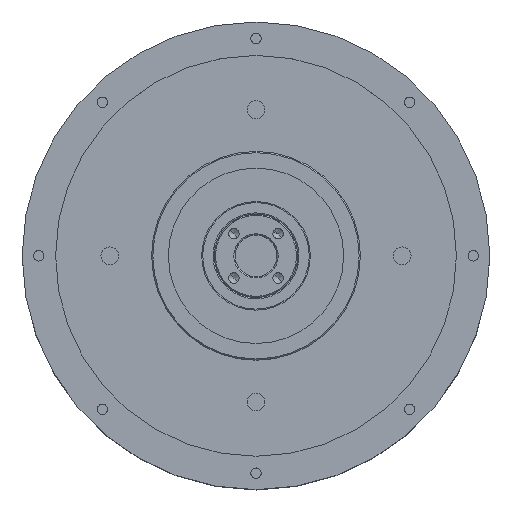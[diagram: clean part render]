
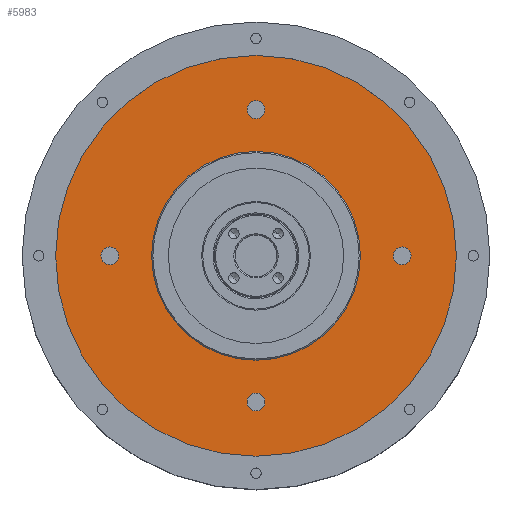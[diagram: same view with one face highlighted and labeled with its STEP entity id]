
A CAD part, top view. The second image highlights one B-rep face of the part: STEP entity #5983.
In plain terms, the highlighted planar face has unit normal (0, 0, 1).
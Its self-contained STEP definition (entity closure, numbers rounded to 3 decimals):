
#125 = EDGE_CURVE ( 'NONE', #4516, #11417, #18916, .T. ) ;
#314 = PLANE ( 'NONE',  #16623 ) ;
#491 = EDGE_CURVE ( 'NONE', #9001, #18297, #8915, .T. ) ;
#502 = EDGE_CURVE ( 'NONE', #17425, #19747, #5981, .T. ) ;
#564 = CARTESIAN_POINT ( 'NONE',  ( 32.85, 480.667, 1255.324 ) ) ;
#622 = CARTESIAN_POINT ( 'NONE',  ( -2.15, 445.667, 1255.324 ) ) ;
#847 = VERTEX_POINT ( 'NONE', #16543 ) ;
#1027 = FACE_BOUND ( 'NONE', #20281, .T. ) ;
#1113 = AXIS2_PLACEMENT_3D ( 'NONE', #1329, #9769, #20101 ) ;
#1134 = CARTESIAN_POINT ( 'NONE',  ( -37.15, 480.667, 1255.324 ) ) ;
#1198 = DIRECTION ( 'NONE',  ( -1., 0., 0. ) ) ;
#1329 = CARTESIAN_POINT ( 'NONE',  ( 35., 480.667, 1255.324 ) ) ;
#1427 = CARTESIAN_POINT ( 'NONE',  ( 0., 480.667, 1255.324 ) ) ;
#1540 = ORIENTED_EDGE ( 'NONE', *, *, #17454, .F. ) ;
#1813 = FACE_OUTER_BOUND ( 'NONE', #12712, .T. ) ;
#1875 = ORIENTED_EDGE ( 'NONE', *, *, #125, .F. ) ;
#1929 = CIRCLE ( 'NONE', #3630, 25. ) ;
#2013 = DIRECTION ( 'NONE',  ( -1., 0., 0. ) ) ;
#2030 = EDGE_LOOP ( 'NONE', ( #9300, #21002 ) ) ;
#2317 = ORIENTED_EDGE ( 'NONE', *, *, #502, .F. ) ;
#2552 = DIRECTION ( 'NONE',  ( -1., 0., 0. ) ) ;
#2801 = CARTESIAN_POINT ( 'NONE',  ( -35., 480.667, 1255.324 ) ) ;
#3062 = CARTESIAN_POINT ( 'NONE',  ( 0., 445.667, 1255.324 ) ) ;
#3110 = CARTESIAN_POINT ( 'NONE',  ( 25., 480.667, 1255.324 ) ) ;
#3253 = EDGE_LOOP ( 'NONE', ( #5498, #1540 ) ) ;
#3283 = CARTESIAN_POINT ( 'NONE',  ( -2.15, 515.667, 1255.324 ) ) ;
#3476 = AXIS2_PLACEMENT_3D ( 'NONE', #3062, #15097, #11856 ) ;
#3630 = AXIS2_PLACEMENT_3D ( 'NONE', #1427, #18742, #8440 ) ;
#3861 = EDGE_CURVE ( 'NONE', #847, #9070, #20520, .T. ) ;
#3875 = EDGE_CURVE ( 'NONE', #19747, #17425, #13766, .T. ) ;
#3938 = DIRECTION ( 'NONE',  ( -1., 0., 0. ) ) ;
#4516 = VERTEX_POINT ( 'NONE', #564 ) ;
#4787 = EDGE_LOOP ( 'NONE', ( #9825, #1875 ) ) ;
#4790 = EDGE_CURVE ( 'NONE', #6867, #7147, #1929, .T. ) ;
#5256 = ORIENTED_EDGE ( 'NONE', *, *, #3875, .F. ) ;
#5369 = DIRECTION ( 'NONE',  ( -1., 0., 0. ) ) ;
#5386 = FACE_BOUND ( 'NONE', #19713, .T. ) ;
#5498 = ORIENTED_EDGE ( 'NONE', *, *, #3861, .F. ) ;
#5755 = CARTESIAN_POINT ( 'NONE',  ( 0., 515.667, 1255.324 ) ) ;
#5981 = CIRCLE ( 'NONE', #13585, 2.15 ) ;
#5983 = ADVANCED_FACE ( 'NONE', ( #9913, #1027, #9369, #10463, #1813, #5386 ), #314, .T. ) ;
#6700 = AXIS2_PLACEMENT_3D ( 'NONE', #17394, #13717, #3938 ) ;
#6867 = VERTEX_POINT ( 'NONE', #3110 ) ;
#7124 = CARTESIAN_POINT ( 'NONE',  ( -35., 480.667, 1255.324 ) ) ;
#7147 = VERTEX_POINT ( 'NONE', #18116 ) ;
#7208 = EDGE_CURVE ( 'NONE', #11417, #4516, #20893, .T. ) ;
#8124 = VERTEX_POINT ( 'NONE', #1134 ) ;
#8440 = DIRECTION ( 'NONE',  ( -1., 0., 0. ) ) ;
#8461 = AXIS2_PLACEMENT_3D ( 'NONE', #11300, #13007, #1198 ) ;
#8634 = EDGE_CURVE ( 'NONE', #18297, #9001, #10543, .T. ) ;
#8915 = CIRCLE ( 'NONE', #6700, 48. ) ;
#9001 = VERTEX_POINT ( 'NONE', #11255 ) ;
#9070 = VERTEX_POINT ( 'NONE', #622 ) ;
#9102 = CIRCLE ( 'NONE', #20390, 2.15 ) ;
#9108 = DIRECTION ( 'NONE',  ( 0., 0., 1. ) ) ;
#9300 = ORIENTED_EDGE ( 'NONE', *, *, #21969, .F. ) ;
#9369 = FACE_BOUND ( 'NONE', #4787, .T. ) ;
#9426 = DIRECTION ( 'NONE',  ( -1., 0., 0. ) ) ;
#9622 = CARTESIAN_POINT ( 'NONE',  ( 2.15, 515.667, 1255.324 ) ) ;
#9728 = CIRCLE ( 'NONE', #14098, 25. ) ;
#9769 = DIRECTION ( 'NONE',  ( 0., 0., 1. ) ) ;
#9825 = ORIENTED_EDGE ( 'NONE', *, *, #7208, .F. ) ;
#9913 = FACE_BOUND ( 'NONE', #2030, .T. ) ;
#10195 = EDGE_CURVE ( 'NONE', #7147, #6867, #9728, .T. ) ;
#10413 = DIRECTION ( 'NONE',  ( -1., 0., 0. ) ) ;
#10463 = FACE_BOUND ( 'NONE', #3253, .T. ) ;
#10543 = CIRCLE ( 'NONE', #14111, 48. ) ;
#11171 = CARTESIAN_POINT ( 'NONE',  ( 35., 480.667, 1255.324 ) ) ;
#11255 = CARTESIAN_POINT ( 'NONE',  ( 48., 480.667, 1255.324 ) ) ;
#11300 = CARTESIAN_POINT ( 'NONE',  ( 0., 445.667, 1255.324 ) ) ;
#11417 = VERTEX_POINT ( 'NONE', #14729 ) ;
#11578 = CARTESIAN_POINT ( 'NONE',  ( 0., 480.667, 1255.324 ) ) ;
#11856 = DIRECTION ( 'NONE',  ( -1., 0., 0. ) ) ;
#12548 = CIRCLE ( 'NONE', #15987, 2.15 ) ;
#12666 = DIRECTION ( 'NONE',  ( 0., 0., 1. ) ) ;
#12712 = EDGE_LOOP ( 'NONE', ( #16477, #14095 ) ) ;
#13007 = DIRECTION ( 'NONE',  ( 0., 0., 1. ) ) ;
#13450 = DIRECTION ( 'NONE',  ( 0., 0., 1. ) ) ;
#13585 = AXIS2_PLACEMENT_3D ( 'NONE', #5755, #9108, #2013 ) ;
#13717 = DIRECTION ( 'NONE',  ( 0., 0., 1. ) ) ;
#13766 = CIRCLE ( 'NONE', #19303, 2.15 ) ;
#13871 = DIRECTION ( 'NONE',  ( -1., 0., 0. ) ) ;
#14095 = ORIENTED_EDGE ( 'NONE', *, *, #491, .T. ) ;
#14098 = AXIS2_PLACEMENT_3D ( 'NONE', #17307, #19129, #10413 ) ;
#14111 = AXIS2_PLACEMENT_3D ( 'NONE', #11578, #13450, #20245 ) ;
#14160 = CARTESIAN_POINT ( 'NONE',  ( 0., 455.667, 1255.324 ) ) ;
#14474 = DIRECTION ( 'NONE',  ( -1., 0., 0. ) ) ;
#14729 = CARTESIAN_POINT ( 'NONE',  ( 37.15, 480.667, 1255.324 ) ) ;
#15097 = DIRECTION ( 'NONE',  ( 0., 0., 1. ) ) ;
#15307 = AXIS2_PLACEMENT_3D ( 'NONE', #11171, #12666, #14474 ) ;
#15987 = AXIS2_PLACEMENT_3D ( 'NONE', #7124, #19149, #9426 ) ;
#16477 = ORIENTED_EDGE ( 'NONE', *, *, #8634, .T. ) ;
#16497 = DIRECTION ( 'NONE',  ( 0., 0., 1. ) ) ;
#16543 = CARTESIAN_POINT ( 'NONE',  ( 2.15, 445.667, 1255.324 ) ) ;
#16623 = AXIS2_PLACEMENT_3D ( 'NONE', #14160, #17487, #5369 ) ;
#16923 = EDGE_CURVE ( 'NONE', #8124, #17846, #9102, .T. ) ;
#17307 = CARTESIAN_POINT ( 'NONE',  ( 0., 480.667, 1255.324 ) ) ;
#17394 = CARTESIAN_POINT ( 'NONE',  ( 0., 480.667, 1255.324 ) ) ;
#17425 = VERTEX_POINT ( 'NONE', #9622 ) ;
#17454 = EDGE_CURVE ( 'NONE', #9070, #847, #20109, .T. ) ;
#17474 = DIRECTION ( 'NONE',  ( 0., 0., 1. ) ) ;
#17487 = DIRECTION ( 'NONE',  ( 0., 0., 1. ) ) ;
#17846 = VERTEX_POINT ( 'NONE', #21198 ) ;
#17965 = ORIENTED_EDGE ( 'NONE', *, *, #4790, .F. ) ;
#18116 = CARTESIAN_POINT ( 'NONE',  ( -25., 480.667, 1255.324 ) ) ;
#18297 = VERTEX_POINT ( 'NONE', #18938 ) ;
#18742 = DIRECTION ( 'NONE',  ( 0., 0., 1. ) ) ;
#18916 = CIRCLE ( 'NONE', #15307, 2.15 ) ;
#18938 = CARTESIAN_POINT ( 'NONE',  ( -48., 480.667, 1255.324 ) ) ;
#19129 = DIRECTION ( 'NONE',  ( 0., 0., 1. ) ) ;
#19149 = DIRECTION ( 'NONE',  ( 0., 0., 1. ) ) ;
#19224 = CARTESIAN_POINT ( 'NONE',  ( 0., 515.667, 1255.324 ) ) ;
#19303 = AXIS2_PLACEMENT_3D ( 'NONE', #19224, #17474, #13871 ) ;
#19713 = EDGE_LOOP ( 'NONE', ( #21915, #17965 ) ) ;
#19747 = VERTEX_POINT ( 'NONE', #3283 ) ;
#20101 = DIRECTION ( 'NONE',  ( -1., 0., 0. ) ) ;
#20109 = CIRCLE ( 'NONE', #8461, 2.15 ) ;
#20245 = DIRECTION ( 'NONE',  ( -1., 0., 0. ) ) ;
#20281 = EDGE_LOOP ( 'NONE', ( #2317, #5256 ) ) ;
#20390 = AXIS2_PLACEMENT_3D ( 'NONE', #2801, #16497, #2552 ) ;
#20520 = CIRCLE ( 'NONE', #3476, 2.15 ) ;
#20893 = CIRCLE ( 'NONE', #1113, 2.15 ) ;
#21002 = ORIENTED_EDGE ( 'NONE', *, *, #16923, .F. ) ;
#21198 = CARTESIAN_POINT ( 'NONE',  ( -32.85, 480.667, 1255.324 ) ) ;
#21915 = ORIENTED_EDGE ( 'NONE', *, *, #10195, .F. ) ;
#21969 = EDGE_CURVE ( 'NONE', #17846, #8124, #12548, .T. ) ;
